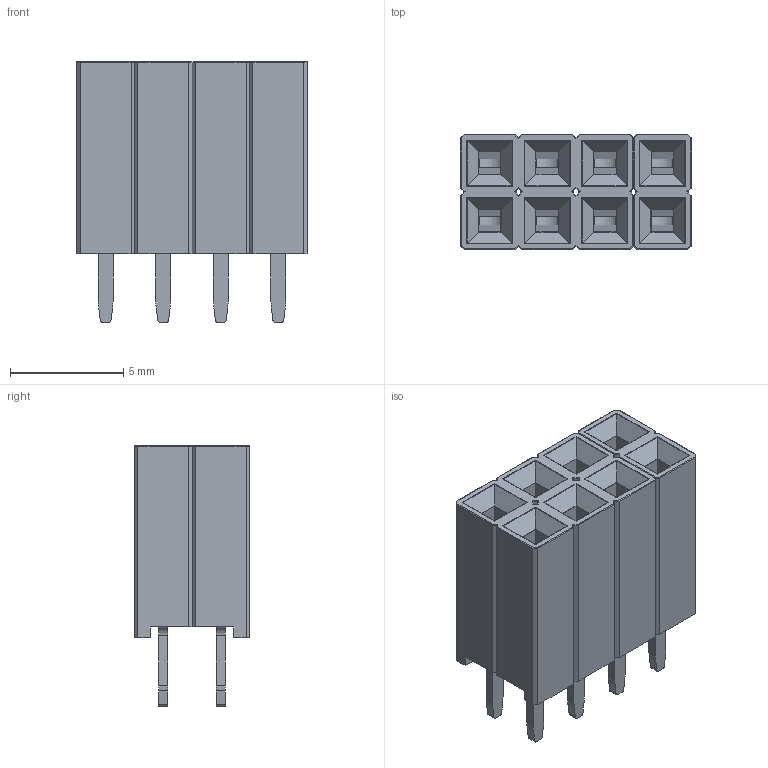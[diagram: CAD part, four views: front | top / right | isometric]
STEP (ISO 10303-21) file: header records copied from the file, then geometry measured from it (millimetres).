
FILE_DESCRIPTION(/* description */ (''),/* implementation_level */ '2;1');
FILE_NAME(/* name */ 'J13.step',/* time_stamp */ '2022-10-03T13:21:29+08:00',/* author */ (''),/* organization */ (''),/* preprocessor_version */ 'ST-DEVELOPER v19',/* originating_system */ 'Autodesk Translation Framework v11.7.0.108',/* authorisation */ '');
FILE_SCHEMA (('AUTOMOTIVE_DESIGN { 1 0 10303 214 3 1 1 }'));
Length unit declared in the file: millimetre
Products named in the file (3): J13; HDR-M-2.54_2X4; SOLID (9)
Assembly tree (2 placements, depth 3):
  J13
    HDR-M-2.54_2X4
      SOLID (9)
Bounding box: 10.16 x 5.08 x 11.5 mm (x, y, z)
Volume: 362.7 mm3; surface area: 762.3 mm2
Topology: 1 solids, 1 shells, 769 faces, 2003 edges, 1270 vertices
Faces by surface type: plane 455, cylinder 216, bspline 98
Entity records: 24456 total; most frequent: CARTESIAN_POINT 5077, ORIENTED_EDGE 4006, DIRECTION 3671, EDGE_CURVE 2003, LINE 1471, VECTOR 1471, VERTEX_POINT 1270, AXIS2_PLACEMENT_3D 1100
